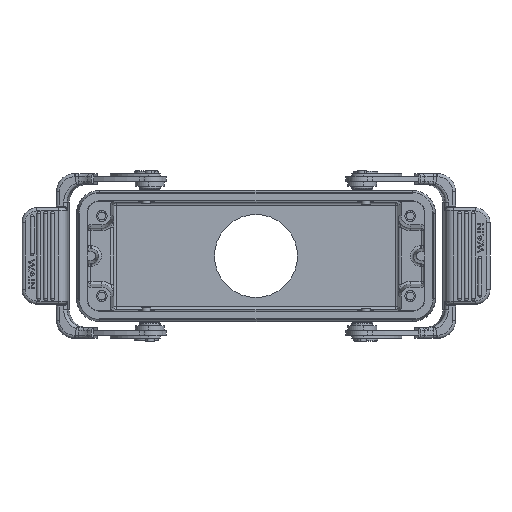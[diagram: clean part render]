
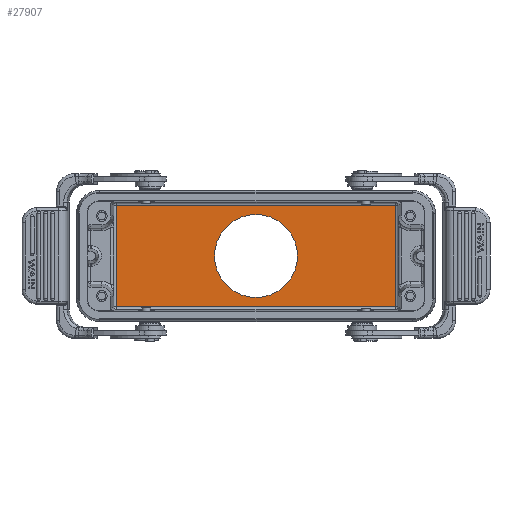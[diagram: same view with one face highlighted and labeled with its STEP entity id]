
A CAD part, front view. The second image highlights one B-rep face of the part: STEP entity #27907.
In plain terms, the highlighted planar face has unit normal (0, -1, 0).
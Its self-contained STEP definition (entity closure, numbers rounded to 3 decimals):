
#1712=DIRECTION('',(0.,0.,1.));
#1713=VECTOR('',#1712,34.27);
#1714=CARTESIAN_POINT('',(47.,52.,-17.135));
#1715=LINE('',#1714,#1713);
#1735=DIRECTION('',(-1.,0.,0.));
#1736=VECTOR('',#1735,94.);
#1737=CARTESIAN_POINT('',(47.,52.,17.135));
#1738=LINE('',#1737,#1736);
#1754=DIRECTION('',(0.,0.,-1.));
#1755=VECTOR('',#1754,34.27);
#1756=CARTESIAN_POINT('',(-47.,52.,17.135));
#1757=LINE('',#1756,#1755);
#1762=CARTESIAN_POINT('',(0.,52.,0.));
#1763=DIRECTION('',(0.,-1.,0.));
#1764=DIRECTION('',(-1.,0.,0.));
#1765=AXIS2_PLACEMENT_3D('',#1762,#1763,#1764);
#1767=CARTESIAN_POINT('',(0.,52.,0.));
#1768=DIRECTION('',(0.,-1.,0.));
#1769=DIRECTION('',(1.,0.,0.));
#1770=AXIS2_PLACEMENT_3D('',#1767,#1768,#1769);
#1772=DIRECTION('',(1.,0.,0.));
#1773=VECTOR('',#1772,94.);
#1774=CARTESIAN_POINT('',(-47.,52.,-17.135));
#1775=LINE('',#1774,#1773);
#22904=CARTESIAN_POINT('',(-47.,52.,17.135));
#22905=VERTEX_POINT('',#22904);
#22906=CARTESIAN_POINT('',(-47.,52.,-17.135));
#22907=VERTEX_POINT('',#22906);
#22910=CARTESIAN_POINT('',(47.,52.,17.135));
#22911=VERTEX_POINT('',#22910);
#22912=CARTESIAN_POINT('',(47.,52.,-17.135));
#22913=VERTEX_POINT('',#22912);
#22914=CARTESIAN_POINT('',(-14.,52.,0.));
#22915=CARTESIAN_POINT('',(14.,52.,0.));
#22916=VERTEX_POINT('',#22914);
#22917=VERTEX_POINT('',#22915);
#27889=CARTESIAN_POINT('',(57.,52.,-18.5));
#27890=DIRECTION('',(0.,1.,0.));
#27891=DIRECTION('',(1.,0.,0.));
#27892=AXIS2_PLACEMENT_3D('',#27889,#27890,#27891);
#27893=PLANE('',#27892);
#27894=ORIENTED_EDGE('',*,*,#27880,.F.);
#27895=ORIENTED_EDGE('',*,*,#27856,.F.);
#27896=ORIENTED_EDGE('',*,*,#27829,.F.);
#27898=ORIENTED_EDGE('',*,*,#27897,.F.);
#27899=EDGE_LOOP('',(#27894,#27895,#27896,#27898));
#27900=FACE_OUTER_BOUND('',#27899,.F.);
#27902=ORIENTED_EDGE('',*,*,#27901,.T.);
#27904=ORIENTED_EDGE('',*,*,#27903,.T.);
#27905=EDGE_LOOP('',(#27902,#27904));
#27906=FACE_BOUND('',#27905,.F.);
#27907=ADVANCED_FACE('',(#27900,#27906),#27893,.F.);
#1766=CIRCLE('',#1765,14.);
#1771=CIRCLE('',#1770,14.);
#27829=EDGE_CURVE('',#22913,#22911,#1715,.T.);
#27856=EDGE_CURVE('',#22911,#22905,#1738,.T.);
#27880=EDGE_CURVE('',#22905,#22907,#1757,.T.);
#27897=EDGE_CURVE('',#22907,#22913,#1775,.T.);
#27901=EDGE_CURVE('',#22916,#22917,#1766,.T.);
#27903=EDGE_CURVE('',#22917,#22916,#1771,.T.);
